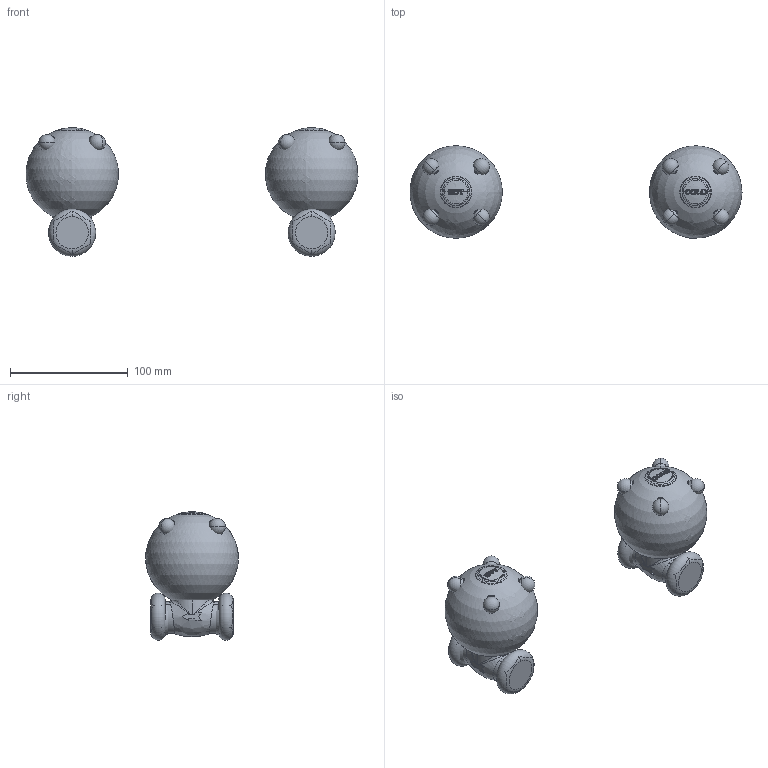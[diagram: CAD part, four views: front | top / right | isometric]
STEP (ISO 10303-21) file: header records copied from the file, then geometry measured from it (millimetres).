
FILE_DESCRIPTION((''),'2;1');
FILE_NAME('3-192_WEB','2010-07-01T',('rathishkumar'),(''),'PRO/ENGINEER BY PARAMETRIC TECHNOLOGY CORPORATION, 2009300','PRO/ENGINEER BY PARAMETRIC TECHNOLOGY CORPORATION, 2009300','');
FILE_SCHEMA(('CONFIG_CONTROL_DESIGN'));
Products named in the file (1): 3-192_WEB
Bounding box: 281.66 x 78.69 x 108.97 mm (x, y, z)
Surface area: 292440.3 mm2 (no closed solid volume)
Topology: 0 solids, 0 shells, 331 faces, 1745 edges, 1662 vertices
Faces by surface type: bspline 199, torus 100, sphere 32
Entity records: 46218 total; most frequent: CARTESIAN_POINT 31705, DIRECTION 2542, TRIMMED_CURVE 1758, DEFINITIONAL_REPRESENTATION 1588, PCURVE 1588, COMPOSITE_CURVE_SEGMENT 1588, VECTOR 1238, LINE 1238
